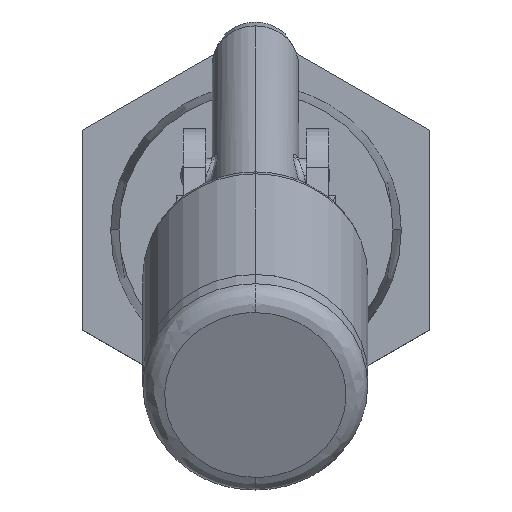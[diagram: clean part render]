
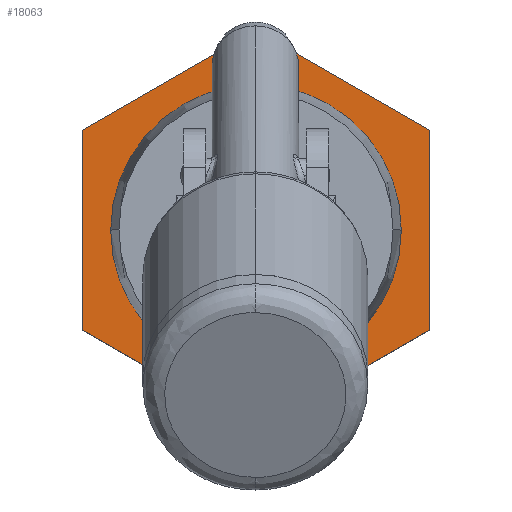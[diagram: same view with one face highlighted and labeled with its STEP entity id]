
A CAD part, top view. The second image highlights one B-rep face of the part: STEP entity #18063.
In plain terms, the highlighted planar face has unit normal (0, 0, 1).
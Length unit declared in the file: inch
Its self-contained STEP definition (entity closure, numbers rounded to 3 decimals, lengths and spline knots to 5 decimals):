
#179 = CARTESIAN_POINT ( 'NONE',  ( -0.5, 0.28868, 0.43 ) ) ;
#312 = DIRECTION ( 'NONE',  ( 0., 1., 0. ) ) ;
#321 = FACE_BOUND ( 'NONE', #3840, .T. ) ;
#450 = VECTOR ( 'NONE', #1947, 39.37008 ) ;
#522 = EDGE_CURVE ( 'NONE', #11667, #11973, #11126, .T. ) ;
#871 = EDGE_CURVE ( 'NONE', #13349, #8263, #16232, .T. ) ;
#1615 = ORIENTED_EDGE ( 'NONE', *, *, #1795, .F. ) ;
#1770 = ORIENTED_EDGE ( 'NONE', *, *, #15826, .F. ) ;
#1795 = EDGE_CURVE ( 'NONE', #8263, #11667, #10064, .T. ) ;
#1947 = DIRECTION ( 'NONE',  ( -0.866, 0.5, 0. ) ) ;
#2222 = DIRECTION ( 'NONE',  ( 0., -1., 0. ) ) ;
#2225 = DIRECTION ( 'NONE',  ( -0.866, -0.5, 0. ) ) ;
#2320 = CARTESIAN_POINT ( 'NONE',  ( 0.5, 0., 0.43 ) ) ;
#3403 = VECTOR ( 'NONE', #2222, 39.37008 ) ;
#3840 = EDGE_LOOP ( 'NONE', ( #19534, #12123 ) ) ;
#4062 = CARTESIAN_POINT ( 'NONE',  ( 0.42, 0., 0.43 ) ) ;
#4445 = DIRECTION ( 'NONE',  ( 0., 0., 1. ) ) ;
#4862 = VECTOR ( 'NONE', #312, 39.37008 ) ;
#4952 = PLANE ( 'NONE',  #10299 ) ;
#5118 = CARTESIAN_POINT ( 'NONE',  ( 0.5, -0.28868, 0.43 ) ) ;
#5149 = DIRECTION ( 'NONE',  ( 0., 0., -1. ) ) ;
#5426 = DIRECTION ( 'NONE',  ( 0.866, -0.5, 0. ) ) ;
#5870 = DIRECTION ( 'NONE',  ( -1., 0., 0. ) ) ;
#6591 = LINE ( 'NONE', #10185, #4862 ) ;
#6600 = CARTESIAN_POINT ( 'NONE',  ( 0., 0., 0.43 ) ) ;
#7207 = VERTEX_POINT ( 'NONE', #4062 ) ;
#7784 = AXIS2_PLACEMENT_3D ( 'NONE', #14459, #10976, #14364 ) ;
#8263 = VERTEX_POINT ( 'NONE', #19880 ) ;
#8342 = VECTOR ( 'NONE', #15060, 39.37008 ) ;
#9209 = CARTESIAN_POINT ( 'NONE',  ( -0.5, 0.28868, 0.43 ) ) ;
#9329 = EDGE_CURVE ( 'NONE', #7207, #15300, #16640, .T. ) ;
#9798 = CARTESIAN_POINT ( 'NONE',  ( 0.5, 0.28868, 0.43 ) ) ;
#9822 = CARTESIAN_POINT ( 'NONE',  ( 0., 0.57735, 0.43 ) ) ;
#10064 = LINE ( 'NONE', #5118, #18570 ) ;
#10185 = CARTESIAN_POINT ( 'NONE',  ( -0.5, 0., 0.43 ) ) ;
#10299 = AXIS2_PLACEMENT_3D ( 'NONE', #6600, #5149, #17411 ) ;
#10976 = DIRECTION ( 'NONE',  ( 0., 0., 1. ) ) ;
#11126 = LINE ( 'NONE', #12767, #450 ) ;
#11301 = CARTESIAN_POINT ( 'NONE',  ( 0., 0.57735, 0.43 ) ) ;
#11667 = VERTEX_POINT ( 'NONE', #15346 ) ;
#11952 = EDGE_LOOP ( 'NONE', ( #15990, #1615, #18120, #15813, #19346, #1770 ) ) ;
#11973 = VERTEX_POINT ( 'NONE', #13515 ) ;
#12123 = ORIENTED_EDGE ( 'NONE', *, *, #9329, .F. ) ;
#12396 = CARTESIAN_POINT ( 'NONE',  ( -0.42, 0., 0.43 ) ) ;
#12631 = EDGE_CURVE ( 'NONE', #15300, #7207, #14726, .T. ) ;
#12767 = CARTESIAN_POINT ( 'NONE',  ( 0., -0.57735, 0.43 ) ) ;
#12812 = EDGE_CURVE ( 'NONE', #14554, #13349, #14404, .T. ) ;
#12974 = FACE_OUTER_BOUND ( 'NONE', #11952, .T. ) ;
#13033 = VERTEX_POINT ( 'NONE', #179 ) ;
#13349 = VERTEX_POINT ( 'NONE', #9798 ) ;
#13515 = CARTESIAN_POINT ( 'NONE',  ( -0.5, -0.28868, 0.43 ) ) ;
#13517 = LINE ( 'NONE', #9209, #8342 ) ;
#14364 = DIRECTION ( 'NONE',  ( -1., 0., 0. ) ) ;
#14404 = LINE ( 'NONE', #11301, #16042 ) ;
#14459 = CARTESIAN_POINT ( 'NONE',  ( 0., 0., 0.43 ) ) ;
#14554 = VERTEX_POINT ( 'NONE', #9822 ) ;
#14726 = CIRCLE ( 'NONE', #15392, 0.42 ) ;
#15060 = DIRECTION ( 'NONE',  ( 0.866, 0.5, 0. ) ) ;
#15300 = VERTEX_POINT ( 'NONE', #12396 ) ;
#15346 = CARTESIAN_POINT ( 'NONE',  ( 0., -0.57735, 0.43 ) ) ;
#15392 = AXIS2_PLACEMENT_3D ( 'NONE', #17295, #4445, #5870 ) ;
#15813 = ORIENTED_EDGE ( 'NONE', *, *, #12812, .F. ) ;
#15826 = EDGE_CURVE ( 'NONE', #11973, #13033, #6591, .T. ) ;
#15990 = ORIENTED_EDGE ( 'NONE', *, *, #522, .F. ) ;
#16042 = VECTOR ( 'NONE', #5426, 39.37008 ) ;
#16232 = LINE ( 'NONE', #2320, #3403 ) ;
#16640 = CIRCLE ( 'NONE', #7784, 0.42 ) ;
#17295 = CARTESIAN_POINT ( 'NONE',  ( 0., 0., 0.43 ) ) ;
#17411 = DIRECTION ( 'NONE',  ( -1., 0., 0. ) ) ;
#18063 = ADVANCED_FACE ( 'NONE', ( #321, #12974 ), #4952, .F. ) ;
#18120 = ORIENTED_EDGE ( 'NONE', *, *, #871, .F. ) ;
#18570 = VECTOR ( 'NONE', #2225, 39.37008 ) ;
#18695 = EDGE_CURVE ( 'NONE', #13033, #14554, #13517, .T. ) ;
#19346 = ORIENTED_EDGE ( 'NONE', *, *, #18695, .F. ) ;
#19534 = ORIENTED_EDGE ( 'NONE', *, *, #12631, .F. ) ;
#19880 = CARTESIAN_POINT ( 'NONE',  ( 0.5, -0.28868, 0.43 ) ) ;
